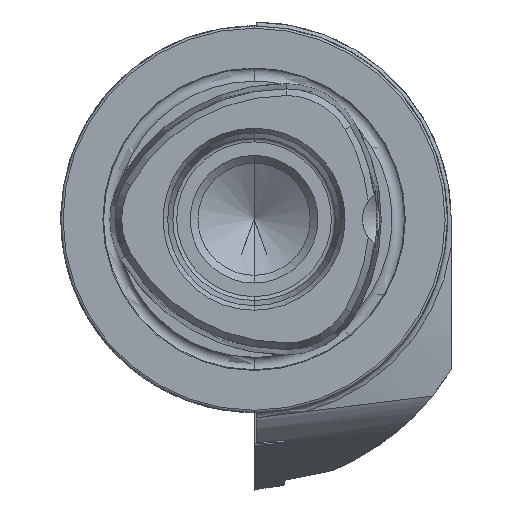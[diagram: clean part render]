
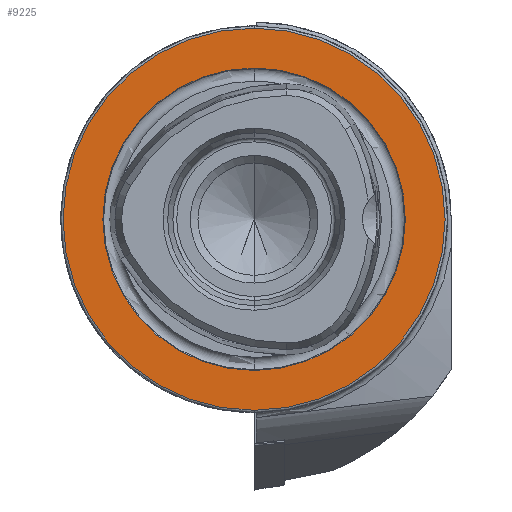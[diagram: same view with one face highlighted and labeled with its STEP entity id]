
A CAD part, left-side view. The second image highlights one B-rep face of the part: STEP entity #9225.
In plain terms, the highlighted planar face has unit normal (-1, 0, 0).
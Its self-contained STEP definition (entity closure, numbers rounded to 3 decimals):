
#140 = EDGE_LOOP ( 'NONE', ( #2913, #2914 ) ) ;
#141 = EDGE_LOOP ( 'NONE', ( #2911, #2912 ) ) ;
#1205 = AXIS2_PLACEMENT_3D ( 'NONE', #5547, #5548, #5549 ) ;
#1206 = AXIS2_PLACEMENT_3D ( 'NONE', #5551, #5552, #5553 ) ;
#1220 = AXIS2_PLACEMENT_3D ( 'NONE', #5689, #5690, #5691 ) ;
#1265 = AXIS2_PLACEMENT_3D ( 'NONE', #6033, #6034, #6035 ) ;
#1814 = EDGE_CURVE ( 'NONE', #2586, #2585, #5154, .T. ) ;
#1815 = EDGE_CURVE ( 'NONE', #2583, #2581, #5153, .T. ) ;
#1866 = EDGE_CURVE ( 'NONE', #2581, #2583, #5227, .T. ) ;
#1961 = EDGE_CURVE ( 'NONE', #2585, #2586, #5316, .T. ) ;
#2581 = VERTEX_POINT ( 'NONE', #7288 ) ;
#2583 = VERTEX_POINT ( 'NONE', #7290 ) ;
#2585 = VERTEX_POINT ( 'NONE', #7292 ) ;
#2586 = VERTEX_POINT ( 'NONE', #7293 ) ;
#2911 = ORIENTED_EDGE ( 'NONE', *, *, #1815, .F. ) ;
#2912 = ORIENTED_EDGE ( 'NONE', *, *, #1866, .F. ) ;
#2913 = ORIENTED_EDGE ( 'NONE', *, *, #1961, .T. ) ;
#2914 = ORIENTED_EDGE ( 'NONE', *, *, #1814, .T. ) ;
#3463 = CARTESIAN_POINT ( 'NONE',  ( 0., 19.55, 0. ) ) ;
#3466 = PLANE ( 'NONE',  #7700 ) ;
#3468 = DIRECTION ( 'NONE',  ( 1., 0., 0. ) ) ;
#3469 = DIRECTION ( 'NONE',  ( 0., 0., -1. ) ) ;
#5153 = CIRCLE ( 'NONE', #1206, 19.55 ) ;
#5154 = CIRCLE ( 'NONE', #1205, 24.7 ) ;
#5227 = CIRCLE ( 'NONE', #1220, 19.55 ) ;
#5316 = CIRCLE ( 'NONE', #1265, 24.7 ) ;
#5547 = CARTESIAN_POINT ( 'NONE',  ( 0., 0., 0. ) ) ;
#5548 = DIRECTION ( 'NONE',  ( -1., 0., 0. ) ) ;
#5549 = DIRECTION ( 'NONE',  ( 0., 0., 1. ) ) ;
#5551 = CARTESIAN_POINT ( 'NONE',  ( 0., 0., 0. ) ) ;
#5552 = DIRECTION ( 'NONE',  ( -1., 0., 0. ) ) ;
#5553 = DIRECTION ( 'NONE',  ( 0., 0., 1. ) ) ;
#5689 = CARTESIAN_POINT ( 'NONE',  ( 0., 0., 0. ) ) ;
#5690 = DIRECTION ( 'NONE',  ( -1., 0., 0. ) ) ;
#5691 = DIRECTION ( 'NONE',  ( 0., 0., 1. ) ) ;
#6033 = CARTESIAN_POINT ( 'NONE',  ( 0., 0., 0. ) ) ;
#6034 = DIRECTION ( 'NONE',  ( -1., 0., 0. ) ) ;
#6035 = DIRECTION ( 'NONE',  ( 0., 0., 1. ) ) ;
#7288 = CARTESIAN_POINT ( 'NONE',  ( 0., 0., -19.55 ) ) ;
#7290 = CARTESIAN_POINT ( 'NONE',  ( 0., 0., 19.55 ) ) ;
#7292 = CARTESIAN_POINT ( 'NONE',  ( 0., 0., 24.7 ) ) ;
#7293 = CARTESIAN_POINT ( 'NONE',  ( 0., 0., -24.7 ) ) ;
#7700 = AXIS2_PLACEMENT_3D ( 'NONE', #3463, #3468, #3469 ) ;
#7955 = FACE_BOUND ( 'NONE', #141, .T. ) ;
#7965 = FACE_OUTER_BOUND ( 'NONE', #140, .T. ) ;
#9225 = ADVANCED_FACE ( 'NONE', ( #7955, #7965 ), #3466, .F. ) ;
